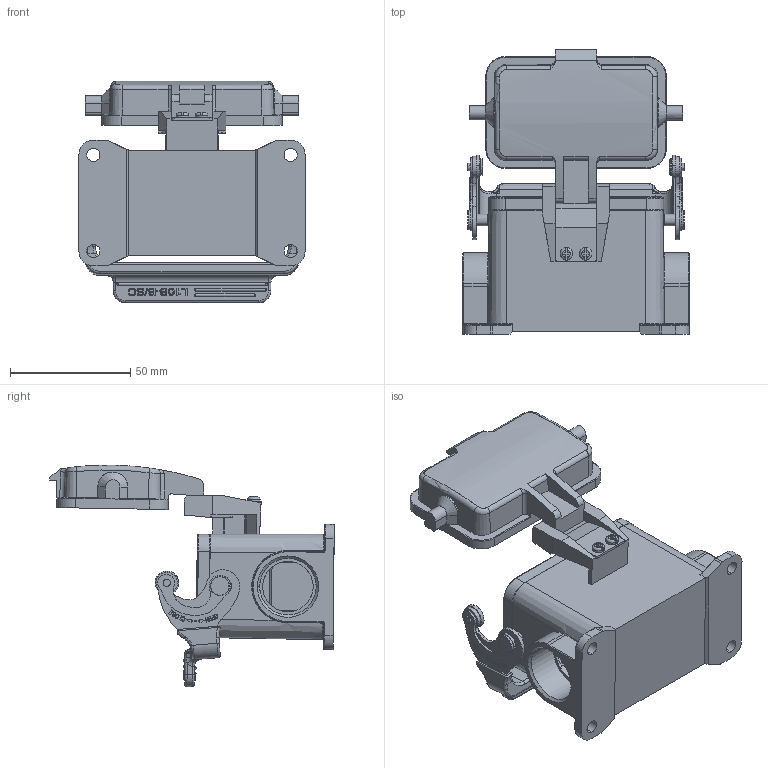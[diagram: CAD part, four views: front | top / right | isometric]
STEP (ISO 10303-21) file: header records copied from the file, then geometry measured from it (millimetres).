
FILE_DESCRIPTION(/* description */ (''),/* implementation_level */ '2;1');
FILE_NAME(/* name */ '3D_1240102611003_HV10B-SF-1L_SC-CV-M25_V1.1.stp',/* time_stamp */ '2023-12-01T14:10:10+08:00',/* author */ (''),/* organization */ (''),/* preprocessor_version */ 'ST-DEVELOPER v18.1',/* originating_system */ 'SIEMENS PLM Software NX 1980',/* authorisation */ '');
FILE_SCHEMA (('AUTOMOTIVE_DESIGN { 1 0 10303 214 3 1 1 1 }'));
Products named in the file (1): 145921109AF5yu81
Bounding box: 94.01 x 118.27 x 92.08 mm (x, y, z)
Volume: 105846.5 mm3; surface area: 64234.5 mm2
Topology: 1 solids, 14 shells, 1553 faces, 4257 edges, 2791 vertices
Faces by surface type: cylinder 653, plane 651, torus 110, cone 54, extrusion 35, sphere 26, bspline 24
Full cylindrical faces by diameter (mm): 23.5 x1
Entity records: 55982 total; most frequent: CARTESIAN_POINT 15821, ORIENTED_EDGE 8456, DIRECTION 6906, EDGE_CURVE 4228, VERTEX_POINT 2793, AXIS2_PLACEMENT_3D 2536, VECTOR 1834, LINE 1799
